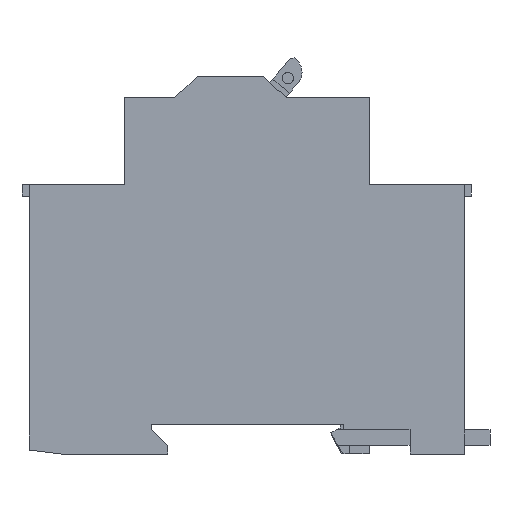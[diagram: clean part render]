
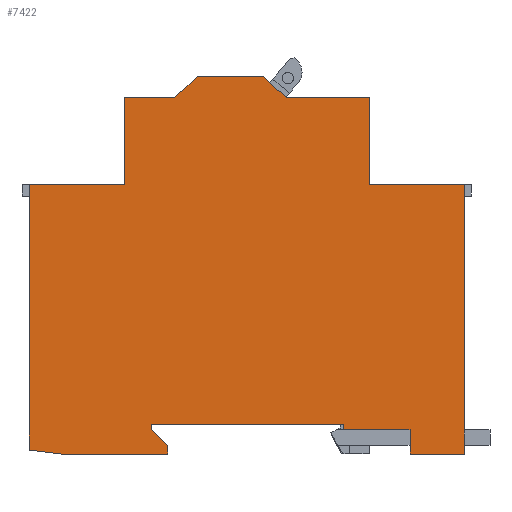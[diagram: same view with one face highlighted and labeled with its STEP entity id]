
A CAD part, left-side view. The second image highlights one B-rep face of the part: STEP entity #7422.
In plain terms, the highlighted planar face has unit normal (-1, 0, 0).
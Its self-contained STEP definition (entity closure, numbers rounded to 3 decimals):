
#98=PLANE('',#7880);
#510=LINE('',#10702,#1451);
#512=LINE('',#10706,#1453);
#514=LINE('',#10710,#1455);
#606=LINE('',#10895,#1547);
#635=LINE('',#10955,#1576);
#681=LINE('',#11057,#1622);
#687=LINE('',#11069,#1628);
#718=LINE('',#11128,#1659);
#721=LINE('',#11134,#1662);
#724=LINE('',#11146,#1665);
#735=LINE('',#11164,#1676);
#741=LINE('',#11175,#1682);
#756=LINE('',#11205,#1697);
#759=LINE('',#11211,#1700);
#762=LINE('',#11217,#1703);
#765=LINE('',#11223,#1706);
#768=LINE('',#11229,#1709);
#771=LINE('',#11235,#1712);
#773=LINE('',#11244,#1714);
#785=LINE('',#11265,#1726);
#790=LINE('',#11273,#1731);
#1451=VECTOR('',#8566,1000.);
#1453=VECTOR('',#8570,1000.);
#1455=VECTOR('',#8574,1000.);
#1547=VECTOR('',#8726,1000.);
#1576=VECTOR('',#8757,1000.);
#1622=VECTOR('',#8819,1000.);
#1628=VECTOR('',#8827,1000.);
#1659=VECTOR('',#8866,1000.);
#1662=VECTOR('',#8871,1000.);
#1665=VECTOR('',#8882,1000.);
#1676=VECTOR('',#8895,1000.);
#1682=VECTOR('',#8903,1000.);
#1697=VECTOR('',#8928,1000.);
#1700=VECTOR('',#8933,1000.);
#1703=VECTOR('',#8938,1000.);
#1706=VECTOR('',#8943,1000.);
#1709=VECTOR('',#8948,1000.);
#1712=VECTOR('',#8953,1000.);
#1714=VECTOR('',#8963,1000.);
#1726=VECTOR('',#8977,1000.);
#1731=VECTOR('',#8984,1000.);
#2904=ORIENTED_EDGE('',*,*,#4594,.F.);
#2905=ORIENTED_EDGE('',*,*,#4886,.F.);
#2906=ORIENTED_EDGE('',*,*,#4881,.F.);
#2907=ORIENTED_EDGE('',*,*,#4869,.F.);
#2908=ORIENTED_EDGE('',*,*,#4719,.F.);
#2909=ORIENTED_EDGE('',*,*,#4864,.F.);
#2910=ORIENTED_EDGE('',*,*,#4861,.F.);
#2911=ORIENTED_EDGE('',*,*,#4858,.F.);
#2912=ORIENTED_EDGE('',*,*,#4855,.F.);
#2913=ORIENTED_EDGE('',*,*,#4852,.F.);
#2914=ORIENTED_EDGE('',*,*,#4849,.F.);
#2915=ORIENTED_EDGE('',*,*,#4769,.F.);
#2916=ORIENTED_EDGE('',*,*,#4766,.F.);
#2917=ORIENTED_EDGE('',*,*,#4832,.F.);
#2918=ORIENTED_EDGE('',*,*,#4775,.F.);
#2919=ORIENTED_EDGE('',*,*,#4826,.F.);
#2920=ORIENTED_EDGE('',*,*,#4690,.F.);
#2921=ORIENTED_EDGE('',*,*,#4815,.F.);
#2922=ORIENTED_EDGE('',*,*,#4809,.F.);
#2923=ORIENTED_EDGE('',*,*,#4806,.F.);
#2924=ORIENTED_EDGE('',*,*,#4598,.F.);
#2925=ORIENTED_EDGE('',*,*,#4596,.F.);
#4594=EDGE_CURVE('',#5642,#5643,#510,.T.);
#4596=EDGE_CURVE('',#5643,#5644,#512,.T.);
#4598=EDGE_CURVE('',#5644,#5645,#514,.T.);
#4690=EDGE_CURVE('',#5708,#5709,#606,.T.);
#4719=EDGE_CURVE('',#5737,#5738,#635,.T.);
#4766=EDGE_CURVE('',#5783,#5784,#6244,.T.);
#4769=EDGE_CURVE('',#5784,#5786,#681,.T.);
#4775=EDGE_CURVE('',#5791,#5792,#687,.T.);
#4806=EDGE_CURVE('',#5645,#5815,#718,.T.);
#4809=EDGE_CURVE('',#5815,#5817,#721,.T.);
#4815=EDGE_CURVE('',#5817,#5708,#724,.T.);
#4826=EDGE_CURVE('',#5709,#5791,#735,.T.);
#4832=EDGE_CURVE('',#5792,#5783,#741,.T.);
#4849=EDGE_CURVE('',#5786,#5842,#756,.T.);
#4852=EDGE_CURVE('',#5842,#5844,#759,.T.);
#4855=EDGE_CURVE('',#5844,#5846,#762,.T.);
#4858=EDGE_CURVE('',#5846,#5848,#765,.T.);
#4861=EDGE_CURVE('',#5848,#5850,#768,.T.);
#4864=EDGE_CURVE('',#5850,#5737,#771,.T.);
#4869=EDGE_CURVE('',#5738,#5855,#773,.T.);
#4881=EDGE_CURVE('',#5855,#5863,#785,.T.);
#4886=EDGE_CURVE('',#5863,#5642,#790,.T.);
#5642=VERTEX_POINT('',#10701);
#5643=VERTEX_POINT('',#10703);
#5644=VERTEX_POINT('',#10707);
#5645=VERTEX_POINT('',#10711);
#5708=VERTEX_POINT('',#10896);
#5709=VERTEX_POINT('',#10897);
#5737=VERTEX_POINT('',#10954);
#5738=VERTEX_POINT('',#10956);
#5783=VERTEX_POINT('',#11050);
#5784=VERTEX_POINT('',#11052);
#5786=VERTEX_POINT('',#11058);
#5791=VERTEX_POINT('',#11070);
#5792=VERTEX_POINT('',#11071);
#5815=VERTEX_POINT('',#11129);
#5817=VERTEX_POINT('',#11135);
#5842=VERTEX_POINT('',#11206);
#5844=VERTEX_POINT('',#11212);
#5846=VERTEX_POINT('',#11218);
#5848=VERTEX_POINT('',#11224);
#5850=VERTEX_POINT('',#11230);
#5855=VERTEX_POINT('',#11245);
#5863=VERTEX_POINT('',#11266);
#6244=CIRCLE('',#7849,0.3);
#6466=EDGE_LOOP('',(#2904,#2905,#2906,#2907,#2908,#2909,#2910,#2911,#2912,
#2913,#2914,#2915,#2916,#2917,#2918,#2919,#2920,#2921,#2922,#2923,#2924,
#2925));
#6924=FACE_BOUND('',#6466,.T.);
#7422=ADVANCED_FACE('',(#6924),#98,.F.);
#7849=AXIS2_PLACEMENT_3D('',#11051,#8813,#8814);
#7880=AXIS2_PLACEMENT_3D('',#11277,#8989,#8990);
#8566=DIRECTION('',(0.,-0.737,0.676));
#8570=DIRECTION('',(0.,-1.,0.));
#8574=DIRECTION('',(0.,-0.737,-0.676));
#8726=DIRECTION('',(0.,0.,-1.));
#8757=DIRECTION('',(0.,0.,1.));
#8813=DIRECTION('',(1.,0.,0.));
#8814=DIRECTION('',(0.,0.,-1.));
#8819=DIRECTION('',(0.,0.,1.));
#8827=DIRECTION('',(0.,0.,1.));
#8866=DIRECTION('',(0.,-1.,0.));
#8871=DIRECTION('',(0.,0.,-1.));
#8882=DIRECTION('',(0.,-1.,0.));
#8895=DIRECTION('',(0.,1.,0.));
#8903=DIRECTION('',(0.,1.,0.));
#8928=DIRECTION('',(0.,1.,0.));
#8933=DIRECTION('',(0.,0.,-1.));
#8938=DIRECTION('',(0.,-0.707,-0.707));
#8943=DIRECTION('',(0.,0.,-1.));
#8948=DIRECTION('',(0.,1.,0.));
#8953=DIRECTION('',(0.,0.993,0.122));
#8963=DIRECTION('',(0.,-1.,0.));
#8977=DIRECTION('',(0.,0.,1.));
#8984=DIRECTION('',(0.,-1.,0.));
#8989=DIRECTION('',(1.,0.,0.));
#8990=DIRECTION('',(0.,0.,-1.));
#10701=CARTESIAN_POINT('',(0.,53.247,65.5));
#10702=CARTESIAN_POINT('',(0.,53.247,65.5));
#10703=CARTESIAN_POINT('',(0.,49.1,69.3));
#10706=CARTESIAN_POINT('',(0.,49.1,69.3));
#10707=CARTESIAN_POINT('',(0.,36.9,69.3));
#10710=CARTESIAN_POINT('',(0.,36.9,69.3));
#10711=CARTESIAN_POINT('',(0.,32.753,65.5));
#10895=CARTESIAN_POINT('',(0.,0.,49.5));
#10896=CARTESIAN_POINT('',(0.,0.,49.5));
#10897=CARTESIAN_POINT('',(0.,0.,0.));
#10954=CARTESIAN_POINT('',(0.,80.,0.737));
#10955=CARTESIAN_POINT('',(0.,80.,0.737));
#10956=CARTESIAN_POINT('',(0.,80.,49.5));
#11050=CARTESIAN_POINT('',(0.,21.9,4.5));
#11051=CARTESIAN_POINT('',(0.,21.9,4.8));
#11052=CARTESIAN_POINT('',(0.,22.2,4.8));
#11057=CARTESIAN_POINT('',(0.,22.2,4.8));
#11058=CARTESIAN_POINT('',(0.,22.2,5.5));
#11069=CARTESIAN_POINT('',(0.,10.,0.));
#11070=CARTESIAN_POINT('',(0.,10.,0.));
#11071=CARTESIAN_POINT('',(0.,10.,4.5));
#11128=CARTESIAN_POINT('',(0.,32.753,65.5));
#11129=CARTESIAN_POINT('',(0.,17.5,65.5));
#11134=CARTESIAN_POINT('',(0.,17.5,65.5));
#11135=CARTESIAN_POINT('',(0.,17.5,49.5));
#11146=CARTESIAN_POINT('',(0.,17.5,49.5));
#11164=CARTESIAN_POINT('',(0.,0.,0.));
#11175=CARTESIAN_POINT('',(0.,10.,4.5));
#11205=CARTESIAN_POINT('',(0.,22.2,5.5));
#11206=CARTESIAN_POINT('',(0.,57.5,5.5));
#11211=CARTESIAN_POINT('',(0.,57.5,5.5));
#11212=CARTESIAN_POINT('',(0.,57.5,4.5));
#11217=CARTESIAN_POINT('',(0.,57.5,4.5));
#11218=CARTESIAN_POINT('',(0.,54.5,1.5));
#11223=CARTESIAN_POINT('',(0.,54.5,1.5));
#11224=CARTESIAN_POINT('',(0.,54.5,0.));
#11229=CARTESIAN_POINT('',(0.,54.5,0.));
#11230=CARTESIAN_POINT('',(0.,74.,0.));
#11235=CARTESIAN_POINT('',(0.,74.,0.));
#11244=CARTESIAN_POINT('',(0.,80.,49.5));
#11245=CARTESIAN_POINT('',(0.,62.5,49.5));
#11265=CARTESIAN_POINT('',(0.,62.5,49.5));
#11266=CARTESIAN_POINT('',(0.,62.5,65.5));
#11273=CARTESIAN_POINT('',(0.,62.5,65.5));
#11277=CARTESIAN_POINT('',(0.,21.9,4.8));
